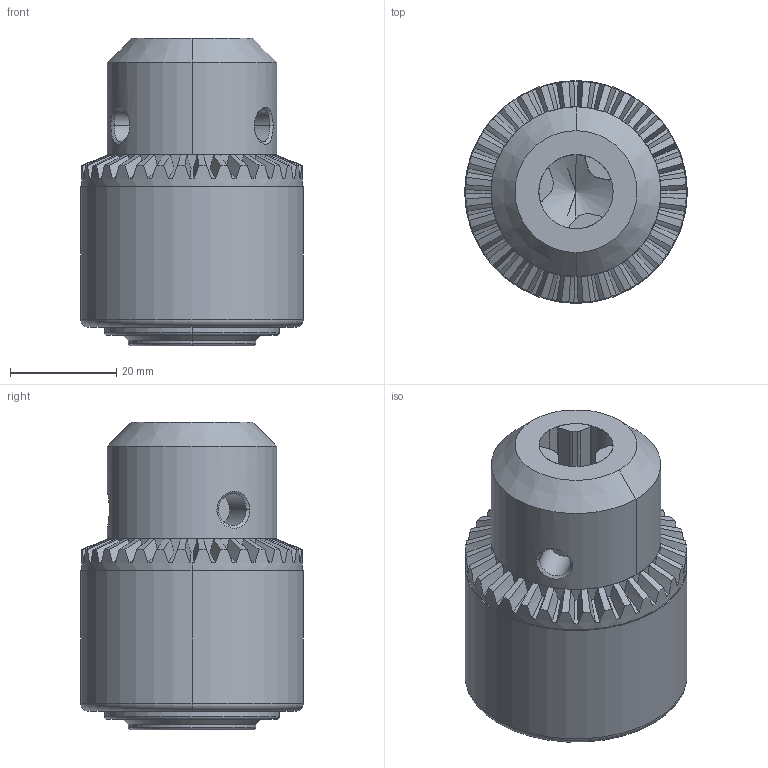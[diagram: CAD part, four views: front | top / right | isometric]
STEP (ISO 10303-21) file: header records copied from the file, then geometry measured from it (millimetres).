
FILE_DESCRIPTION (( 'STEP AP214' ), '1' );
FILE_NAME ('SW3dPS-Mandril completo.STEP', '2009-09-22T06:38:24', ( 'SysAdmin' ), ( 'SolidWorks' ), 'SwSTEP 2.0', 'SolidWorks 2009', '' );
FILE_SCHEMA (( 'AUTOMOTIVE_DESIGN' ));
Length unit declared in the file: millimetre
Products named in the file (5): SW3dPS-Mandril completo_Mandril - capa externa_Valor predeterminado; SW3dPS-Mandril completo_Mandril - parte interna_Valor predeterminado; SW3dPS-Mandril completo_Mandril - engrenagem conica_Valor predeterminado; SW3dPS-Mandril completo_Castanhas do mandril_Valor predeterminado; SW3dPS-Mandril completo
Assembly tree (6 placements, depth 2):
  SW3dPS-Mandril completo
    SW3dPS-Mandril completo_Mandril - parte interna_Valor predeterminado
    SW3dPS-Mandril completo_Mandril - engrenagem conica_Valor predeterminado
    SW3dPS-Mandril completo_Castanhas do mandril_Valor predeterminado  x3
    SW3dPS-Mandril completo_Mandril - capa externa_Valor predeterminado
Bounding box: 42 x 42 x 58 mm (x, y, z)
Volume: 55554.3 mm3; surface area: 22905 mm2
Topology: 6 solids, 6 shells, 256 faces, 656 edges, 419 vertices
Faces by surface type: plane 91, bspline 70, cylinder 51, cone 38, torus 6
Entity records: 9764 total; most frequent: CARTESIAN_POINT 4456, ORIENTED_EDGE 1200, DIRECTION 848, EDGE_CURVE 600, VERTEX_POINT 383, AXIS2_PLACEMENT_3D 319, EDGE_LOOP 247, ADVANCED_FACE 234
